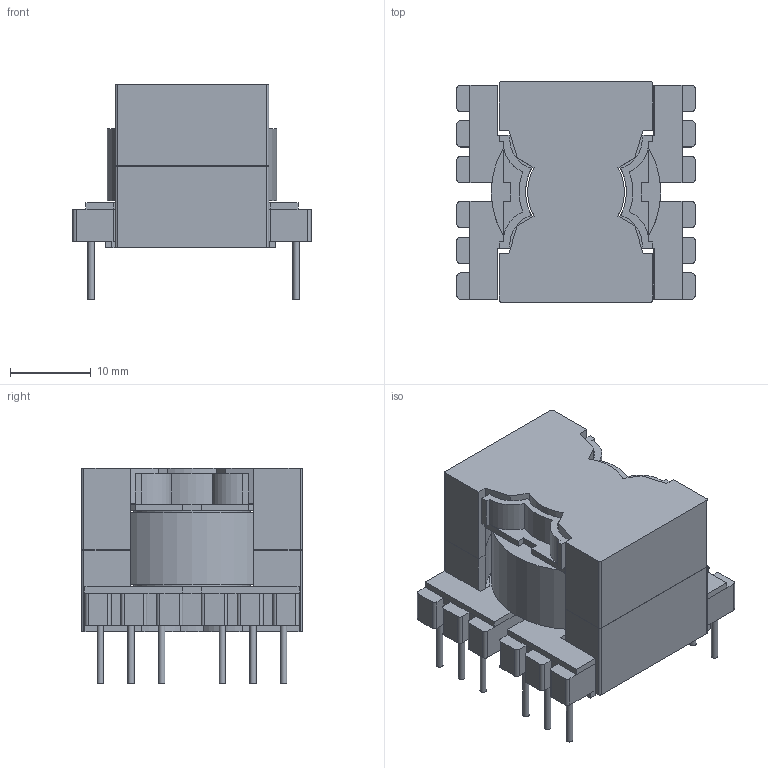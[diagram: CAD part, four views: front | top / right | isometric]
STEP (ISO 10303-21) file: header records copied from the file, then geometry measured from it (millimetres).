
FILE_DESCRIPTION(('FreeCAD Model'),'2;1');
FILE_NAME('PQ-26-20_6+6core_bobin_wind_ii.step','2020-11-27T22:45:54',('Author'),(''), 'Open CASCADE STEP processor 7.3','FreeCAD','Unknown');
FILE_SCHEMA(('AUTOMOTIVE_DESIGN { 1 0 10303 214 1 1 1 1 }'));
Length unit declared in the file: millimetre
Products named in the file (1): Fusion003
Bounding box: 29.5 x 27.3 x 26.64 mm (x, y, z)
Volume: 10484.1 mm3; surface area: 9232.8 mm2
Topology: 3 solids, 3 shells, 328 faces, 826 edges, 510 vertices
Faces by surface type: plane 226, cylinder 102
Full cylindrical faces by diameter (mm): 0.8 x12, 12.5 x3, 14.4 x1, 14.9 x1, 21 x1
Entity records: 11993 total; most frequent: DIRECTION 1696, CARTESIAN_POINT 1665, ORIENTED_EDGE 1652, EDGE_CURVE 826, LINE 614, VECTOR 614, AXIS2_PLACEMENT_3D 541, VERTEX_POINT 510
